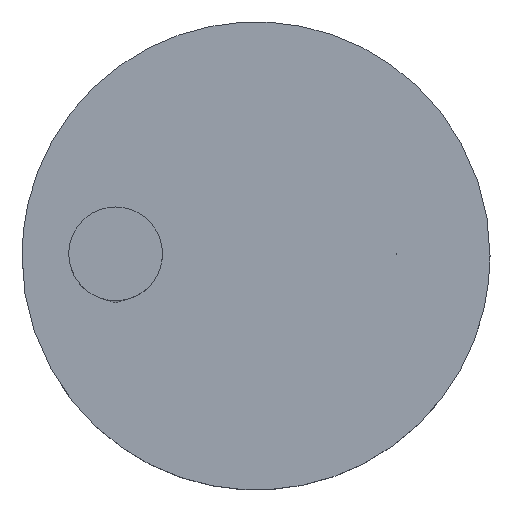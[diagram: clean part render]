
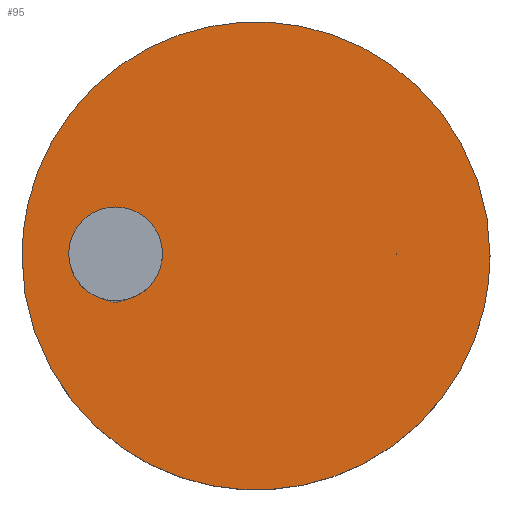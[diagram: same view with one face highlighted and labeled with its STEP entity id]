
A CAD part, top view. The second image highlights one B-rep face of the part: STEP entity #95.
In plain terms, the highlighted planar face has unit normal (0, 0, 1).
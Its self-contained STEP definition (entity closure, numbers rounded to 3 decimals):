
#95=ADVANCED_FACE('',(#108),#226,.T.);
#108=FACE_OUTER_BOUND('',#121,.T.);
#121=EDGE_LOOP('',(#138,#139));
#138=ORIENTED_EDGE('',*,*,#172,.T.);
#139=ORIENTED_EDGE('',*,*,#175,.T.);
#172=EDGE_CURVE('',#212,#214,#192,.T.);
#175=EDGE_CURVE('',#214,#212,#195,.T.);
#192=(
BOUNDED_CURVE()
B_SPLINE_CURVE(2,(#315,#316,#317,#318,#319),.UNSPECIFIED.,.F.,.F.)
B_SPLINE_CURVE_WITH_KNOTS((3,2,3),(0.,19.635,39.27),
 .UNSPECIFIED.)
CURVE()
GEOMETRIC_REPRESENTATION_ITEM()
RATIONAL_B_SPLINE_CURVE((1.,0.707,1.,0.707,1.))
REPRESENTATION_ITEM('')
);
#195=(
BOUNDED_CURVE()
B_SPLINE_CURVE(2,(#327,#328,#329,#330,#331),.UNSPECIFIED.,.F.,.F.)
B_SPLINE_CURVE_WITH_KNOTS((3,2,3),(39.27,58.905,78.54),
 .UNSPECIFIED.)
CURVE()
GEOMETRIC_REPRESENTATION_ITEM()
RATIONAL_B_SPLINE_CURVE((1.,0.707,1.,0.707,1.))
REPRESENTATION_ITEM('')
);
#212=VERTEX_POINT('',#305);
#214=VERTEX_POINT('',#307);
#226=PLANE('',#259);
#259=AXIS2_PLACEMENT_3D('',#293,#269,$);
#269=DIRECTION('',(0.,0.,1.));
#293=CARTESIAN_POINT('',(-12.5,-62.5,20.));
#305=CARTESIAN_POINT('',(100.,0.,20.));
#307=CARTESIAN_POINT('',(0.,0.,20.));
#315=CARTESIAN_POINT('',(100.,0.,20.));
#316=CARTESIAN_POINT('',(100.,50.,20.));
#317=CARTESIAN_POINT('',(50.,50.,20.));
#318=CARTESIAN_POINT('',(0.,50.,20.));
#319=CARTESIAN_POINT('',(0.,0.,20.));
#327=CARTESIAN_POINT('',(0.,0.,20.));
#328=CARTESIAN_POINT('',(0.,-50.,20.));
#329=CARTESIAN_POINT('',(50.,-50.,20.));
#330=CARTESIAN_POINT('',(100.,-50.,20.));
#331=CARTESIAN_POINT('',(100.,0.,20.));
